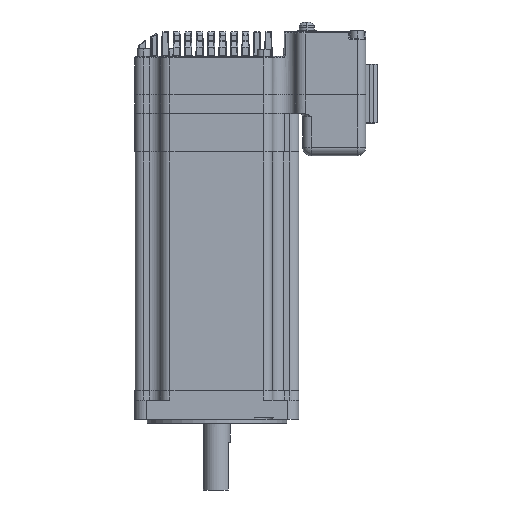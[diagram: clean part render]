
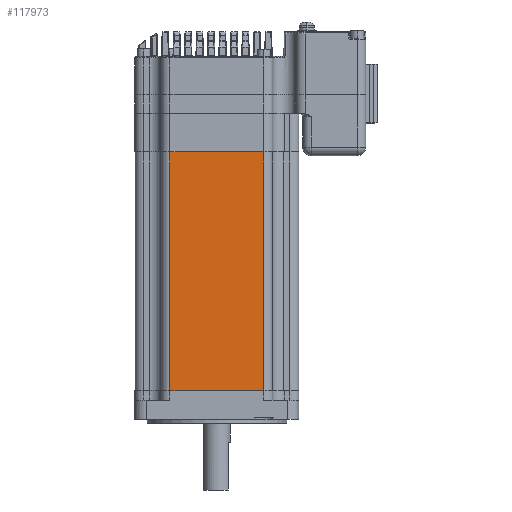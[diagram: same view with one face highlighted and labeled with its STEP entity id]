
A CAD part, front view. The second image highlights one B-rep face of the part: STEP entity #117973.
In plain terms, the highlighted planar face has unit normal (0, -1, 0).
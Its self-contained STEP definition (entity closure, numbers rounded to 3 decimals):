
#216 = DIRECTION ( 'NONE',  ( 0., -1., 0. ) ) ;
#1571 = EDGE_CURVE ( 'NONE', #66816, #150306, #42275, .T. ) ;
#4891 = ORIENTED_EDGE ( 'NONE', *, *, #41251, .T. ) ;
#11800 = FACE_OUTER_BOUND ( 'NONE', #96265, .T. ) ;
#28356 = VERTEX_POINT ( 'NONE', #160588 ) ;
#29689 = EDGE_CURVE ( 'NONE', #28356, #66816, #51395, .T. ) ;
#36132 = DIRECTION ( 'NONE',  ( 0., 0., -1. ) ) ;
#36830 = VERTEX_POINT ( 'NONE', #156909 ) ;
#37214 = VECTOR ( 'NONE', #71297, 1000. ) ;
#38450 = PLANE ( 'NONE',  #88584 ) ;
#41251 = EDGE_CURVE ( 'NONE', #28356, #36830, #56904, .T. ) ;
#42275 = LINE ( 'NONE', #117336, #104750 ) ;
#42565 = DIRECTION ( 'NONE',  ( -1., 0., 0. ) ) ;
#51395 = LINE ( 'NONE', #98436, #147045 ) ;
#54045 = DIRECTION ( 'NONE',  ( 0., 0., -1. ) ) ;
#56904 = LINE ( 'NONE', #70753, #37214 ) ;
#62021 = VECTOR ( 'NONE', #54045, 1000. ) ;
#66816 = VERTEX_POINT ( 'NONE', #116134 ) ;
#67662 = ORIENTED_EDGE ( 'NONE', *, *, #152199, .T. ) ;
#70753 = CARTESIAN_POINT ( 'NONE',  ( 0., -42.85, 125. ) ) ;
#71297 = DIRECTION ( 'NONE',  ( -1., 0., 0. ) ) ;
#88584 = AXIS2_PLACEMENT_3D ( 'NONE', #125819, #216, #138369 ) ;
#96265 = EDGE_LOOP ( 'NONE', ( #157517, #138129, #4891, #67662 ) ) ;
#98436 = CARTESIAN_POINT ( 'NONE',  ( 24.55, -42.85, 125. ) ) ;
#104750 = VECTOR ( 'NONE', #42565, 1000. ) ;
#116134 = CARTESIAN_POINT ( 'NONE',  ( 24.55, -42.85, 0. ) ) ;
#117336 = CARTESIAN_POINT ( 'NONE',  ( 0., -42.85, 0. ) ) ;
#117973 = ADVANCED_FACE ( 'NONE', ( #11800 ), #38450, .T. ) ;
#125819 = CARTESIAN_POINT ( 'NONE',  ( 0., -42.85, 125. ) ) ;
#128238 = CARTESIAN_POINT ( 'NONE',  ( -24.55, -42.85, 125. ) ) ;
#138129 = ORIENTED_EDGE ( 'NONE', *, *, #29689, .F. ) ;
#138369 = DIRECTION ( 'NONE',  ( 0., 0., -1. ) ) ;
#147045 = VECTOR ( 'NONE', #36132, 1000. ) ;
#150306 = VERTEX_POINT ( 'NONE', #153433 ) ;
#152199 = EDGE_CURVE ( 'NONE', #36830, #150306, #161561, .T. ) ;
#153433 = CARTESIAN_POINT ( 'NONE',  ( -24.55, -42.85, 0. ) ) ;
#156909 = CARTESIAN_POINT ( 'NONE',  ( -24.55, -42.85, 125. ) ) ;
#157517 = ORIENTED_EDGE ( 'NONE', *, *, #1571, .F. ) ;
#160588 = CARTESIAN_POINT ( 'NONE',  ( 24.55, -42.85, 125. ) ) ;
#161561 = LINE ( 'NONE', #128238, #62021 ) ;
